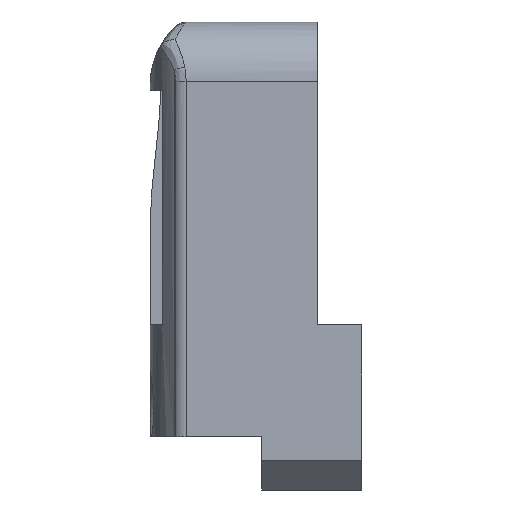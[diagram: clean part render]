
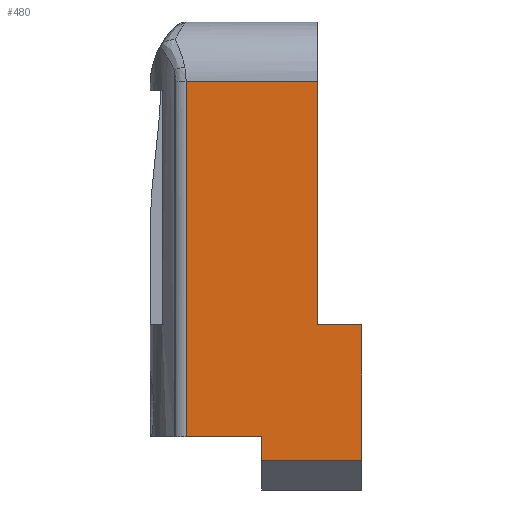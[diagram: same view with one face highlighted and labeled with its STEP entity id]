
A CAD part, left-side view. The second image highlights one B-rep face of the part: STEP entity #480.
In plain terms, the highlighted planar face has unit normal (-1, 0, 0).
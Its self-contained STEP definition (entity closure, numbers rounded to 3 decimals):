
#409=CARTESIAN_POINT('',(46.7,99.284,45.));
#410=DIRECTION('',(-1.,0.,0.));
#411=DIRECTION('',(0.,0.,1.));
#412=AXIS2_PLACEMENT_3D('',#409,#410,#411);
#413=PLANE('',#412);
#414=CARTESIAN_POINT('',(46.7,98.07,61.7));
#415=VERTEX_POINT('',#414);
#416=CARTESIAN_POINT('',(46.7,98.07,37.9));
#417=VERTEX_POINT('',#416);
#418=CARTESIAN_POINT('',(46.7,98.07,61.7));
#419=DIRECTION('',(-0.,-0.,-1.));
#420=VECTOR('',#419,23.8);
#421=LINE('',#418,#420);
#422=EDGE_CURVE('',#415,#417,#421,.T.);
#423=ORIENTED_EDGE('',*,*,#422,.T.);
#424=CARTESIAN_POINT('',(46.7,93.,37.9));
#425=VERTEX_POINT('',#424);
#426=CARTESIAN_POINT('',(46.7,98.07,37.9));
#427=DIRECTION('',(0.,-1.,0.));
#428=VECTOR('',#427,5.07);
#429=LINE('',#426,#428);
#430=EDGE_CURVE('',#417,#425,#429,.T.);
#431=ORIENTED_EDGE('',*,*,#430,.T.);
#432=CARTESIAN_POINT('',(46.7,93.,36.336));
#433=VERTEX_POINT('',#432);
#434=CARTESIAN_POINT('',(46.7,93.,37.9));
#435=DIRECTION('',(0.,0.,-1.));
#436=VECTOR('',#435,1.564);
#437=LINE('',#434,#436);
#438=EDGE_CURVE('',#425,#433,#437,.T.);
#439=ORIENTED_EDGE('',*,*,#438,.T.);
#440=CARTESIAN_POINT('',(46.7,86.284,36.336));
#441=VERTEX_POINT('',#440);
#442=CARTESIAN_POINT('',(46.7,93.,36.336));
#443=DIRECTION('',(0.,-1.,0.));
#444=VECTOR('',#443,6.716);
#445=LINE('',#442,#444);
#446=EDGE_CURVE('',#433,#441,#445,.T.);
#447=ORIENTED_EDGE('',*,*,#446,.T.);
#448=CARTESIAN_POINT('',(46.7,86.284,45.4));
#449=VERTEX_POINT('',#448);
#450=CARTESIAN_POINT('',(46.7,86.284,45.4));
#451=DIRECTION('',(0.,0.,-1.));
#452=VECTOR('',#451,9.064);
#453=LINE('',#450,#452);
#454=EDGE_CURVE('',#449,#441,#453,.T.);
#455=ORIENTED_EDGE('',*,*,#454,.F.);
#456=CARTESIAN_POINT('',(46.7,89.284,45.4));
#457=VERTEX_POINT('',#456);
#458=CARTESIAN_POINT('',(46.7,89.284,45.4));
#459=DIRECTION('',(0.,-1.,0.));
#460=VECTOR('',#459,3.);
#461=LINE('',#458,#460);
#462=EDGE_CURVE('',#457,#449,#461,.T.);
#463=ORIENTED_EDGE('',*,*,#462,.F.);
#464=CARTESIAN_POINT('',(46.7,89.284,61.7));
#465=VERTEX_POINT('',#464);
#466=CARTESIAN_POINT('',(46.7,89.284,61.7));
#467=DIRECTION('',(0.,0.,-1.));
#468=VECTOR('',#467,16.3);
#469=LINE('',#466,#468);
#470=EDGE_CURVE('',#465,#457,#469,.T.);
#471=ORIENTED_EDGE('',*,*,#470,.F.);
#472=CARTESIAN_POINT('',(46.7,89.284,61.7));
#473=DIRECTION('',(0.,1.,0.));
#474=VECTOR('',#473,8.786);
#475=LINE('',#472,#474);
#476=EDGE_CURVE('',#465,#415,#475,.T.);
#477=ORIENTED_EDGE('',*,*,#476,.T.);
#478=EDGE_LOOP('',(#423,#431,#439,#447,#455,#463,#471,#477));
#479=FACE_BOUND('',#478,.T.);
#480=ADVANCED_FACE('',(#479),#413,.T.);
